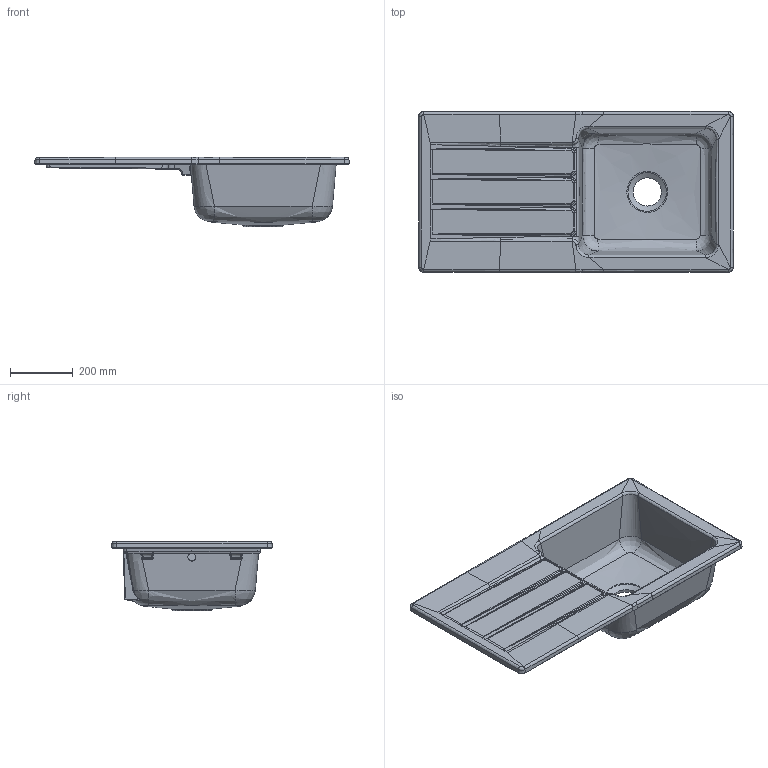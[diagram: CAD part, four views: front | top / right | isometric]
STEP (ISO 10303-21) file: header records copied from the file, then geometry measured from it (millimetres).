
FILE_DESCRIPTION(/* description */ (''),/* implementation_level */ '2;1');
FILE_NAME(/* name */ 'Spuele_3360_Newarchitectura.stp',/* time_stamp */ '2019-02-22T12:28:31+01:00',/* author */ (''),/* organization */ (''),/* preprocessor_version */ 'ST-DEVELOPER v16',/* originating_system */ 'SIEMENS PLM Software NX 10.0',/* authorisation */ '');
FILE_SCHEMA (('AUTOMOTIVE_DESIGN { 1 0 10303 214 3 1 1 1 }'));
Length unit declared in the file: millimetre
Products named in the file (1): Sier101887B3bd0u
Bounding box: 1002.62 x 513.63 x 220.51 mm (x, y, z)
Volume: 14381737.6 mm3; surface area: 1604368.4 mm2
Topology: 1 solids, 1 shells, 454 faces, 1077 edges, 596 vertices
Faces by surface type: bspline 288, cylinder 92, plane 52, sphere 18, torus 2, cone 2
Full cylindrical faces by diameter (mm): 25 x1, 90 x1
Entity records: 30501 total; most frequent: CARTESIAN_POINT 22554, ORIENTED_EDGE 2068, EDGE_CURVE 1034, DIRECTION 1032, VERTEX_POINT 590, B_SPLINE_CURVE_WITH_KNOTS 525, EDGE_LOOP 466, ADVANCED_FACE 454
